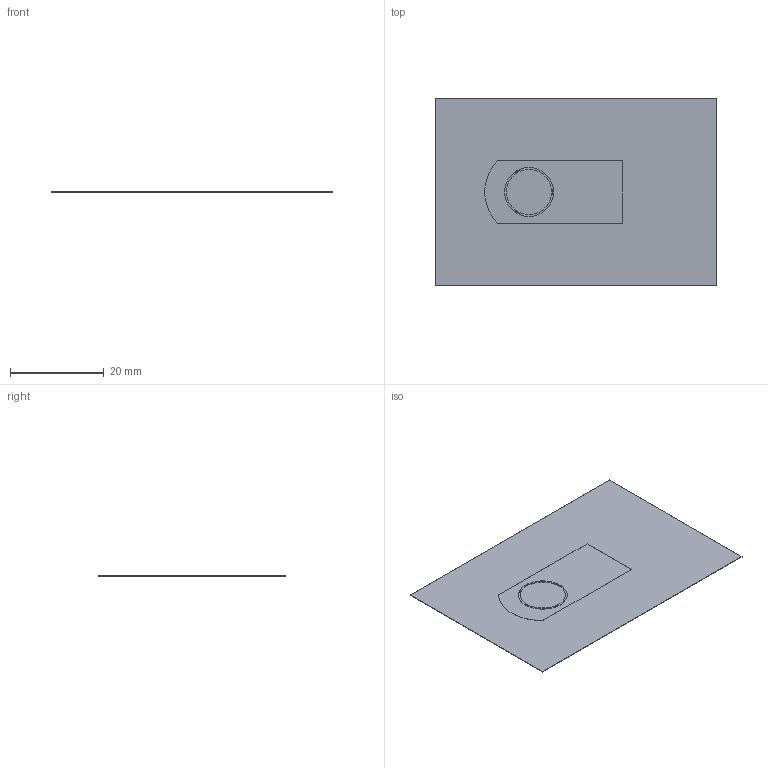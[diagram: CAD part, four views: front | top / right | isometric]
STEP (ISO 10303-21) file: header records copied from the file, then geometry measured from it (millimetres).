
FILE_DESCRIPTION(('HOOPS Exchange Step'),'2;1');
FILE_NAME('cc003f19-4ec2-4788-9f17-cb98502912c3.stp','2025-07-21T16:02:04+02:00',('Michał'),('Unknown organisation'),'HOOPS Exchange 2024.6','HOOPS Exchange','Unknown authorisation');
FILE_SCHEMA( ('AUTOMOTIVE_DESIGN { 1 0 10303 214 1 1 1 1 }') );
Length unit declared in the file: millimetre
Products named in the file (1): cc003f19-4ec2-4788-9f17-cb98502912c3
Bounding box: 60 x 40 x 0.1 mm (x, y, z)
Surface area: 5602.7 mm2
Topology: 4 solids, 4 shells, 998 faces, 3300 edges, 2310 vertices
Faces by surface type: plane 993, cylinder 5
Full cylindrical faces by diameter (mm): 9.6 x2, 10.4 x2
Entity records: 35775 total; most frequent: CARTESIAN_POINT 6609, ORIENTED_EDGE 6600, DIRECTION 5308, EDGE_CURVE 3300, VECTOR 3290, LINE 3290, VERTEX_POINT 2310, AXIS2_PLACEMENT_3D 1009
